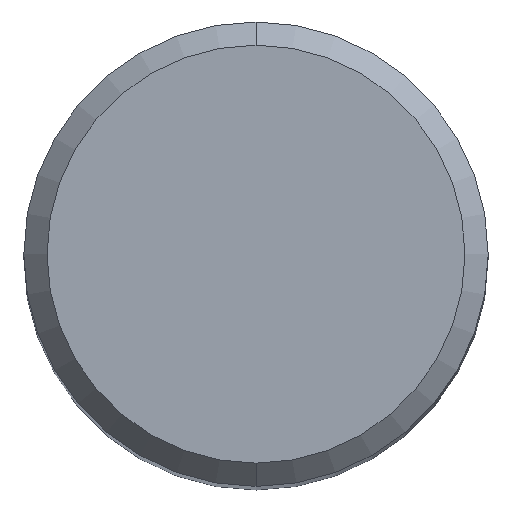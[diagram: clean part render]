
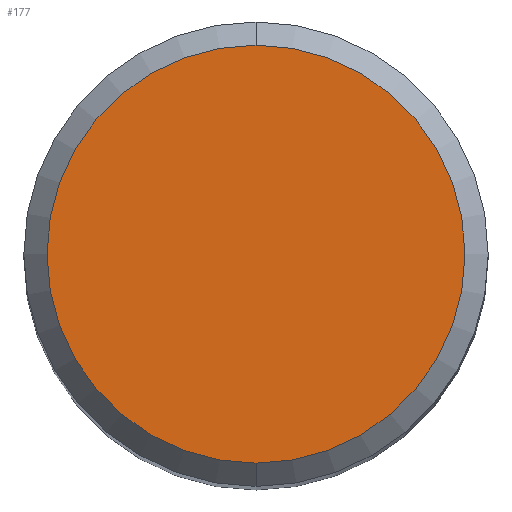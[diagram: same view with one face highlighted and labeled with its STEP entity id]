
A CAD part, top view. The second image highlights one B-rep face of the part: STEP entity #177.
In plain terms, the highlighted planar face has unit normal (0, 0, 1).
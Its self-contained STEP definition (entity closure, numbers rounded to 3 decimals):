
#103=EDGE_CURVE('',#109,#149,#254,.T.);
#109=VERTEX_POINT('',#261);
#149=VERTEX_POINT('',#305);
#177=ADVANCED_FACE('',(#338),#339,.T.);
#209=EDGE_CURVE('',#149,#109,#376,.T.);
#254=CIRCLE('',#419,3.6);
#261=CARTESIAN_POINT('',(0.,-3.6,0.0));
#305=CARTESIAN_POINT('',(0.0,3.6,0.0));
#338=FACE_OUTER_BOUND('',#529,.T.);
#339=PLANE('',#530);
#376=CIRCLE('',#570,3.6);
#419=AXIS2_PLACEMENT_3D('',#603,#604,#605);
#529=EDGE_LOOP('',(#722,#723));
#530=AXIS2_PLACEMENT_3D('',#724,#725,#726);
#570=AXIS2_PLACEMENT_3D('',#769,#770,#771);
#603=CARTESIAN_POINT('',(0.0,0.0,0.0));
#604=DIRECTION('',(0.0,0.0,-1.0));
#605=DIRECTION('',(0.0,1.0,0.0));
#722=ORIENTED_EDGE('',*,*,#209,.F.);
#723=ORIENTED_EDGE('',*,*,#103,.F.);
#724=CARTESIAN_POINT('',(0.0,1.8,0.0));
#725=DIRECTION('',(-0.0,0.0,1.0));
#726=DIRECTION('',(0.0,-1.0,0.0));
#769=CARTESIAN_POINT('',(0.0,0.0,0.0));
#770=DIRECTION('',(0.0,0.0,-1.0));
#771=DIRECTION('',(0.0,1.0,0.0));
